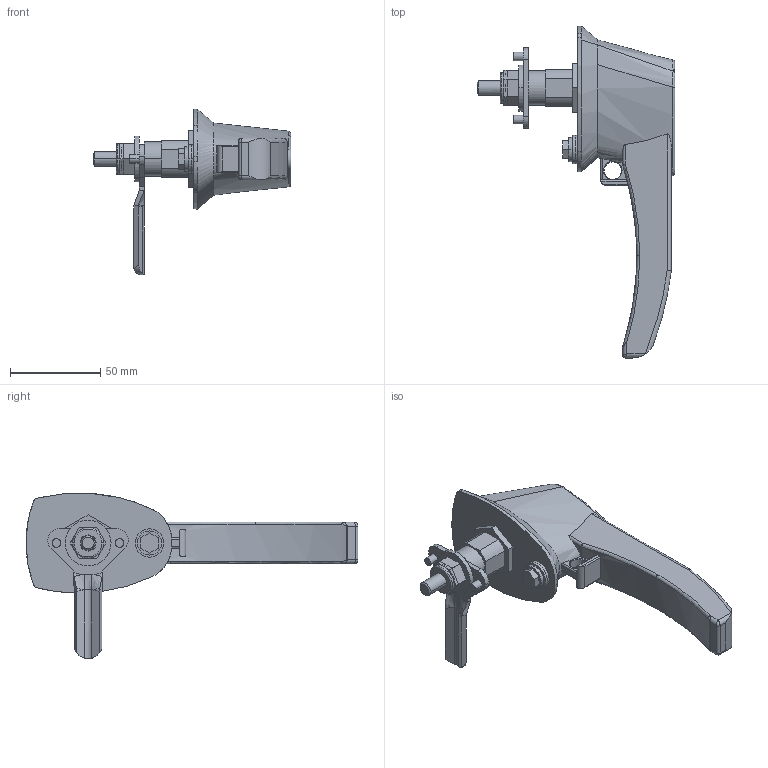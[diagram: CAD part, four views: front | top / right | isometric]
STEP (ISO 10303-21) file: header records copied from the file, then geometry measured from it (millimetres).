
FILE_DESCRIPTION (( 'STEP AP214' ), '1' );
FILE_NAME ('MHK1SS.STEP', '2019-07-18T11:10:04', ( '' ), ( '' ), 'SwSTEP 2.0', 'SolidWorks 2018', '' );
FILE_SCHEMA (( 'AUTOMOTIVE_DESIGN' ));
Length unit declared in the file: inch
Products named in the file (1): MHK1SS
Bounding box: 109.4 x 183.51 x 91.37 mm (x, y, z)
Volume: 181865.6 mm3; surface area: 38422.4 mm2
Topology: 10 solids, 10 shells, 243 faces, 604 edges, 381 vertices
Faces by surface type: plane 113, cylinder 85, bspline 39, cone 6
Entity records: 16705 total; most frequent: CARTESIAN_POINT 8081, ORIENTED_EDGE 1188, DIRECTION 929, EDGE_CURVE 594, VERTEX_POINT 381, AXIS2_PLACEMENT_3D 319, LINE 291, VECTOR 291
